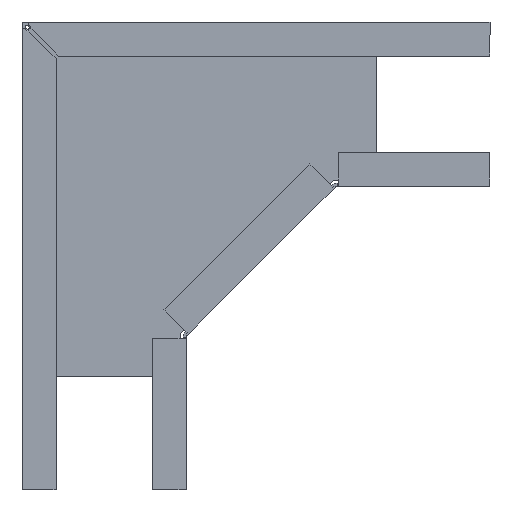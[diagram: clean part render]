
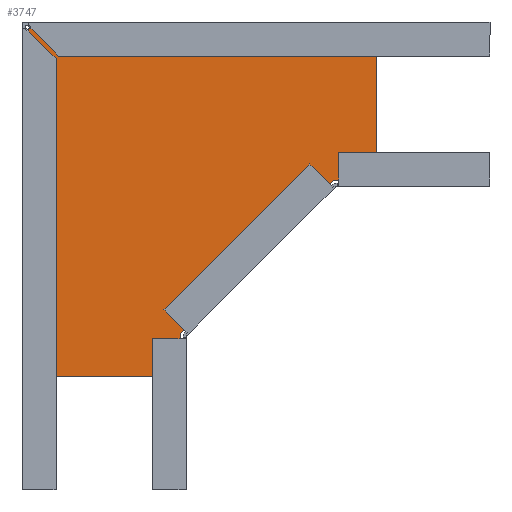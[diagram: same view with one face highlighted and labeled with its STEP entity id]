
A CAD part, front view. The second image highlights one B-rep face of the part: STEP entity #3747.
In plain terms, the highlighted planar face has unit normal (0, -1, 0).
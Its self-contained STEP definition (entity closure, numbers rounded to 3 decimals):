
#43 = VERTEX_POINT ( 'NONE', #1000 ) ;
#237 = DIRECTION ( 'NONE',  ( -0.707, 0., -0.707 ) ) ;
#458 = ORIENTED_EDGE ( 'NONE', *, *, #1247, .F. ) ;
#484 = CARTESIAN_POINT ( 'NONE',  ( 98.5, -1.5, -49. ) ) ;
#552 = VERTEX_POINT ( 'NONE', #5464 ) ;
#639 = LINE ( 'NONE', #6399, #6543 ) ;
#780 = LINE ( 'NONE', #5478, #5006 ) ;
#914 = VERTEX_POINT ( 'NONE', #6658 ) ;
#929 = CARTESIAN_POINT ( 'NONE',  ( 0., -1.5, 0. ) ) ;
#943 = ORIENTED_EDGE ( 'NONE', *, *, #6821, .F. ) ;
#1000 = CARTESIAN_POINT ( 'NONE',  ( 49., -1.5, -98.5 ) ) ;
#1102 = EDGE_CURVE ( 'NONE', #4925, #552, #6460, .T. ) ;
#1167 = DIRECTION ( 'NONE',  ( 0., 0., -1. ) ) ;
#1190 = DIRECTION ( 'NONE',  ( 0., -1., 0. ) ) ;
#1247 = EDGE_CURVE ( 'NONE', #552, #914, #639, .T. ) ;
#1559 = EDGE_CURVE ( 'NONE', #2337, #4925, #6924, .T. ) ;
#2051 = VECTOR ( 'NONE', #2868, 1000. ) ;
#2067 = VECTOR ( 'NONE', #4830, 1000. ) ;
#2082 = DIRECTION ( 'NONE',  ( 0., 0., 1. ) ) ;
#2244 = FACE_OUTER_BOUND ( 'NONE', #3738, .T. ) ;
#2337 = VERTEX_POINT ( 'NONE', #3365 ) ;
#2359 = EDGE_CURVE ( 'NONE', #5855, #4179, #7560, .T. ) ;
#2698 = LINE ( 'NONE', #4264, #2067 ) ;
#2763 = DIRECTION ( 'NONE',  ( 1., 0., 0. ) ) ;
#2828 = ORIENTED_EDGE ( 'NONE', *, *, #2359, .F. ) ;
#2868 = DIRECTION ( 'NONE',  ( -1., 0., 0. ) ) ;
#2996 = CARTESIAN_POINT ( 'NONE',  ( 0., -1.5, -112.5 ) ) ;
#3205 = EDGE_CURVE ( 'NONE', #914, #5855, #780, .T. ) ;
#3365 = CARTESIAN_POINT ( 'NONE',  ( 49., -1.5, -112.5 ) ) ;
#3738 = EDGE_LOOP ( 'NONE', ( #458, #4448, #5578, #5895, #943, #2828, #6473 ) ) ;
#3747 = ADVANCED_FACE ( 'NONE', ( #2244 ), #4726, .T. ) ;
#4100 = LINE ( 'NONE', #6287, #7469 ) ;
#4179 = VERTEX_POINT ( 'NONE', #7001 ) ;
#4264 = CARTESIAN_POINT ( 'NONE',  ( 49., -1.5, -112.5 ) ) ;
#4448 = ORIENTED_EDGE ( 'NONE', *, *, #1102, .F. ) ;
#4726 = PLANE ( 'NONE',  #5286 ) ;
#4830 = DIRECTION ( 'NONE',  ( 0., 0., -1. ) ) ;
#4893 = DIRECTION ( 'NONE',  ( 0., 0., -1. ) ) ;
#4903 = CARTESIAN_POINT ( 'NONE',  ( 112.5, -1.5, -49. ) ) ;
#4925 = VERTEX_POINT ( 'NONE', #2996 ) ;
#5006 = VECTOR ( 'NONE', #4893, 1000. ) ;
#5286 = AXIS2_PLACEMENT_3D ( 'NONE', #5858, #1190, #1167 ) ;
#5434 = VECTOR ( 'NONE', #2082, 1000. ) ;
#5464 = CARTESIAN_POINT ( 'NONE',  ( 0., -1.5, 0. ) ) ;
#5478 = CARTESIAN_POINT ( 'NONE',  ( 112.5, -1.5, -49. ) ) ;
#5578 = ORIENTED_EDGE ( 'NONE', *, *, #1559, .F. ) ;
#5855 = VERTEX_POINT ( 'NONE', #4903 ) ;
#5858 = CARTESIAN_POINT ( 'NONE',  ( 0., -1.5, 0. ) ) ;
#5895 = ORIENTED_EDGE ( 'NONE', *, *, #6673, .F. ) ;
#6257 = VECTOR ( 'NONE', #7514, 1000. ) ;
#6287 = CARTESIAN_POINT ( 'NONE',  ( 49., -1.5, -98.5 ) ) ;
#6399 = CARTESIAN_POINT ( 'NONE',  ( 112.5, -1.5, 0. ) ) ;
#6460 = LINE ( 'NONE', #929, #5434 ) ;
#6473 = ORIENTED_EDGE ( 'NONE', *, *, #3205, .F. ) ;
#6543 = VECTOR ( 'NONE', #2763, 1000. ) ;
#6658 = CARTESIAN_POINT ( 'NONE',  ( 112.5, -1.5, 0. ) ) ;
#6673 = EDGE_CURVE ( 'NONE', #43, #2337, #2698, .T. ) ;
#6821 = EDGE_CURVE ( 'NONE', #4179, #43, #4100, .T. ) ;
#6924 = LINE ( 'NONE', #7580, #6257 ) ;
#7001 = CARTESIAN_POINT ( 'NONE',  ( 98.5, -1.5, -49. ) ) ;
#7469 = VECTOR ( 'NONE', #237, 1000. ) ;
#7514 = DIRECTION ( 'NONE',  ( -1., 0., 0. ) ) ;
#7560 = LINE ( 'NONE', #484, #2051 ) ;
#7580 = CARTESIAN_POINT ( 'NONE',  ( 0., -1.5, -112.5 ) ) ;
